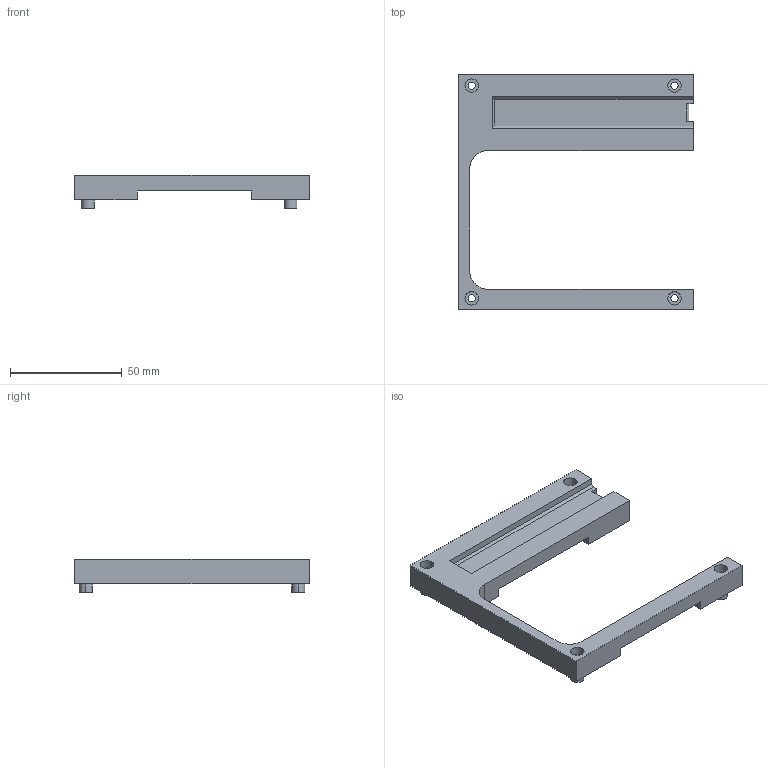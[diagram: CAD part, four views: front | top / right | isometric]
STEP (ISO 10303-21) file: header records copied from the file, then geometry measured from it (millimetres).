
FILE_DESCRIPTION (( 'STEP AP214' ), '1' );
FILE_NAME ('nuc裔赽.STEP', '2024-07-23T05:30:09', ( '' ), ( '' ), 'SwSTEP 2.0', 'SolidWorks 2021', '' );
FILE_SCHEMA (( 'AUTOMOTIVE_DESIGN' ));
Length unit declared in the file: millimetre
Products named in the file (1): nuc裔赽
Bounding box: 105 x 105 x 15 mm (x, y, z)
Volume: 35678.7 mm3; surface area: 17966.3 mm2
Topology: 1 solids, 1 shells, 80 faces, 200 edges, 131 vertices
Faces by surface type: plane 46, cylinder 33, torus 1
Entity records: 2463 total; most frequent: CARTESIAN_POINT 451, DIRECTION 416, ORIENTED_EDGE 400, EDGE_CURVE 200, AXIS2_PLACEMENT_3D 140, VECTOR 136, LINE 136, VERTEX_POINT 131
